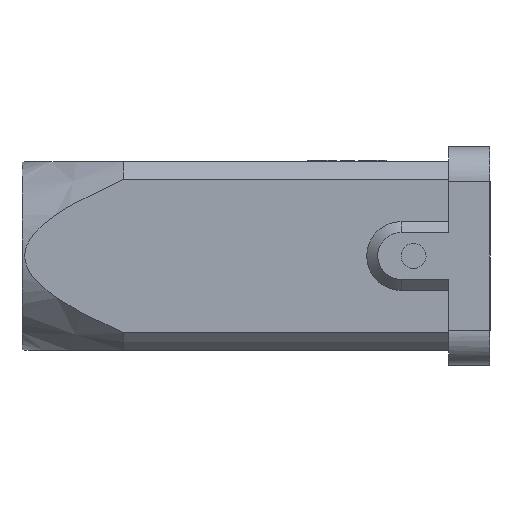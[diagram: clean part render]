
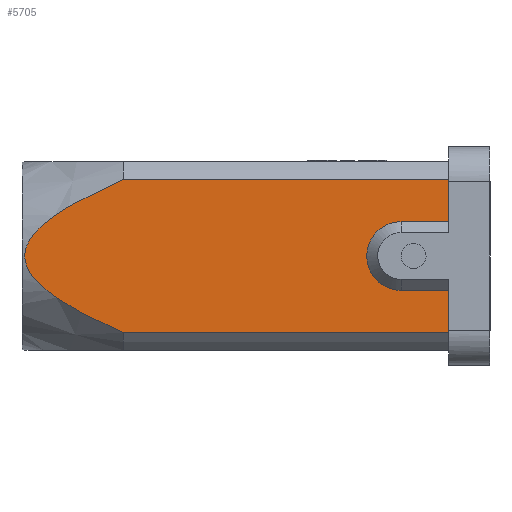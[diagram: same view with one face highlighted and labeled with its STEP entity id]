
A CAD part, left-side view. The second image highlights one B-rep face of the part: STEP entity #5705.
In plain terms, the highlighted free-form (B-spline) face has degree [1, 1] with [2, 2] control points.
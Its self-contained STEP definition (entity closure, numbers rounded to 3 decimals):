
#4836=CARTESIAN_POINT('V66',(-12.1,47.,
   -9.846));
#4837=VERTEX_POINT('V66',#4836);
#4848=CARTESIAN_POINT('V76',(-12.1,47.,
   9.846));
#4849=VERTEX_POINT('V76',#4848);
#4850=CARTESIAN_POINT('E113',(-12.1,47.,
   9.846));
#4851=CARTESIAN_POINT('E113',(-12.1,50.016,
   8.523));
#4852=CARTESIAN_POINT('E113',(-12.1,54.738,
   6.313));
#4853=CARTESIAN_POINT('E113',(-12.1,58.814,
   2.653));
#4854=CARTESIAN_POINT('E113',(-12.1,60.068,
   0.982));
#4855=CARTESIAN_POINT('E113',(-12.1,58.848,
   -3.202));
#4856=CARTESIAN_POINT('E113',(-12.1,56.056,
   -5.086));
#4857=CARTESIAN_POINT('E113',(-12.1,52.097,
   -7.511));
#4858=CARTESIAN_POINT('E113',(-12.1,49.396,
   -8.795));
#4859=CARTESIAN_POINT('E113',(-12.1,47.,
   -9.846));
#4860=B_SPLINE_CURVE_WITH_KNOTS('E113',3,(#4850,#4851,#4852,#4853,
   #4854,#4855,#4856,#4857,#4858,#4859),.UNSPECIFIED.,.F.,.U.,(4,2,
   2,2,4),(0.0,0.342,0.524,
   0.73,1.0),.UNSPECIFIED.);
#4861=EDGE_CURVE('E113',#4849,#4837,#4860,.T.);
#4979=CARTESIAN_POINT('V65',(-12.1,5.3,
   -9.846));
#4980=VERTEX_POINT('V65',#4979);
#4996=CARTESIAN_POINT('E84',(-12.1,47.,
   -9.846));
#4997=CARTESIAN_POINT('E84',(-12.1,5.3,
   -9.846));
#4998=B_SPLINE_CURVE_WITH_KNOTS('E84',1,(#4996,#4997),
   .POLYLINE_FORM.,.F.,.U.,(2,2),(0.0,0.887),
   .UNSPECIFIED.);
#4999=EDGE_CURVE('E84',#4837,#4980,#4998,.T.);
#5627=CARTESIAN_POINT('V74',(-12.1,5.3,
   9.846));
#5628=VERTEX_POINT('V74',#5627);
#5644=CARTESIAN_POINT('E96',(-12.1,5.3,
   9.846));
#5645=CARTESIAN_POINT('E96',(-12.1,47.,
   9.846));
#5646=B_SPLINE_CURVE_WITH_KNOTS('E96',1,(#5644,#5645),
   .POLYLINE_FORM.,.F.,.U.,(2,2),(0.113,1.0),
   .UNSPECIFIED.);
#5647=EDGE_CURVE('E96',#5628,#4849,#5646,.T.);
#5652=CARTESIAN_POINT('F38',(-12.1,0.,
   -12.1));
#5653=CARTESIAN_POINT('F38',(-12.1,0.,
   12.1));
#5654=CARTESIAN_POINT('F38',(-12.1,60.,
   -12.1));
#5655=CARTESIAN_POINT('F38',(-12.1,60.,
   12.1));
#5656=QUASI_UNIFORM_SURFACE('F38',1,1,((#5652,#5654),(#5653,#5655))
,.PLANE_SURF.,.F.,.F.,.U.);
#5657=CARTESIAN_POINT('V92',(-12.1,11.4,
   -4.4));
#5658=VERTEX_POINT('V92',#5657);
#5659=CARTESIAN_POINT('V93',(-12.1,11.4,
   4.4));
#5660=VERTEX_POINT('V93',#5659);
#5661=CARTESIAN_POINT('E128',(-12.1,11.4,
   -4.4));
#5662=CARTESIAN_POINT('E128',(-12.1,19.021,
   -4.4));
#5663=CARTESIAN_POINT('E128',(-12.1,15.211,
   2.2));
#5664=CARTESIAN_POINT('E128',(-12.1,13.94,
   4.4));
#5665=CARTESIAN_POINT('E128',(-12.1,11.4,
   4.4));
#5673=(BOUNDED_CURVE()B_SPLINE_CURVE(2,(#5661,#5662,#5663,#5664,
   #5665),.CIRCULAR_ARC.,.F.,.U.)B_SPLINE_CURVE_WITH_KNOTS((3,2,3),
   (0.0,0.667,1.0),.UNSPECIFIED.)CURVE()
   GEOMETRIC_REPRESENTATION_ITEM()RATIONAL_B_SPLINE_CURVE((1.0,
   0.5,1.0,0.75,0.75))
   REPRESENTATION_ITEM('E128'));
#5674=EDGE_CURVE('E128',#5658,#5660,#5673,.T.);
#5675=ORIENTED_EDGE('E128',*,*,#5674,.T.);
#5676=CARTESIAN_POINT('V84',(-12.1,5.3,
   4.4));
#5677=VERTEX_POINT('V84',#5676);
#5678=CARTESIAN_POINT('E129',(-12.1,11.4,
   4.4));
#5679=CARTESIAN_POINT('E129',(-12.1,5.3,
   4.4));
#5680=B_SPLINE_CURVE_WITH_KNOTS('E129',1,(#5678,#5679),
   .POLYLINE_FORM.,.F.,.U.,(2,2),(0.465,1.0),
   .UNSPECIFIED.);
#5681=EDGE_CURVE('E129',#5660,#5677,#5680,.T.);
#5682=ORIENTED_EDGE('E129',*,*,#5681,.T.);
#5683=CARTESIAN_POINT('E119',(-12.1,5.3,
   4.4));
#5684=CARTESIAN_POINT('E119',(-12.1,5.3,
   9.846));
#5685=B_SPLINE_CURVE_WITH_KNOTS('E119',1,(#5683,#5684),
   .POLYLINE_FORM.,.F.,.U.,(2,2),(0.682,
   0.907),.UNSPECIFIED.);
#5686=EDGE_CURVE('E119',#5677,#5628,#5685,.T.);
#5687=ORIENTED_EDGE('E119',*,*,#5686,.T.);
#5688=ORIENTED_EDGE('F27',*,*,#5647,.T.);
#5689=ORIENTED_EDGE('E113',*,*,#4861,.T.);
#5690=ORIENTED_EDGE('E84',*,*,#4999,.T.);
#5691=CARTESIAN_POINT('V88',(-12.1,5.3,
   -4.4));
#5692=VERTEX_POINT('V88',#5691);
#5693=CARTESIAN_POINT('E121',(-12.1,5.3,
   -9.846));
#5694=CARTESIAN_POINT('E121',(-12.1,5.3,
   -4.4));
#5695=B_SPLINE_CURVE_WITH_KNOTS('E121',1,(#5693,#5694),
   .POLYLINE_FORM.,.F.,.U.,(2,2),(0.093,
   0.318),.UNSPECIFIED.);
#5696=EDGE_CURVE('E121',#4980,#5692,#5695,.T.);
#5697=ORIENTED_EDGE('E121',*,*,#5696,.T.);
#5698=CARTESIAN_POINT('E130',(-12.1,5.3,
   -4.4));
#5699=CARTESIAN_POINT('E130',(-12.1,11.4,
   -4.4));
#5700=B_SPLINE_CURVE_WITH_KNOTS('E130',1,(#5698,#5699),
   .POLYLINE_FORM.,.F.,.U.,(2,2),(0.465,1.0),
   .UNSPECIFIED.);
#5701=EDGE_CURVE('E130',#5692,#5658,#5700,.T.);
#5702=ORIENTED_EDGE('E130',*,*,#5701,.T.);
#5703=EDGE_LOOP('F38',(#5675,#5682,#5687,#5688,#5689,#5690,#5697,
   #5702));
#5704=FACE_OUTER_BOUND('F38',#5703,.T.);
#5705=ADVANCED_FACE('F38',(#5704),#5656,.T.);
